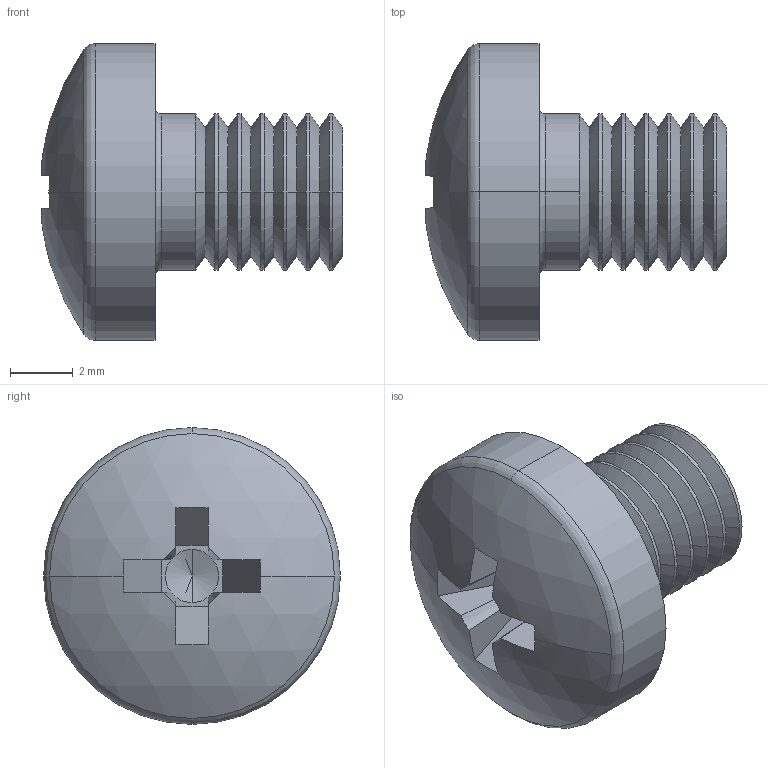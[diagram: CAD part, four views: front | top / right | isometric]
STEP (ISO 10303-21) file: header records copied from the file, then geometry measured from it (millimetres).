
FILE_DESCRIPTION (( 'STEP AP203' ), '1' );
FILE_NAME ('ISO 7045 - M5 x 6 - Z --- 6S_ISO 7045 - M5 x 6 - Z --- 6S_sldprt.STEP', '2018-08-19T17:22:42', ( '' ), ( '' ), 'SwSTEP 2.0', 'SolidWorks 2014', '' );
FILE_SCHEMA (( 'CONFIG_CONTROL_DESIGN' ));
Length unit declared in the file: millimetre
Products named in the file (1): ISO 7045 - M5 x 6 - Z --- 6S_ISO 7045 - M5 x 6 - Z --- 6S_sldprt
Bounding box: 9.63 x 9.5 x 9.5 mm (x, y, z)
Volume: 297.7 mm3; surface area: 363.3 mm2
Topology: 1 solids, 1 shells, 72 faces, 186 edges, 115 vertices
Faces by surface type: cone 32, plane 18, cylinder 16, torus 4, sphere 2
Entity records: 2301 total; most frequent: DIRECTION 434, CARTESIAN_POINT 396, ORIENTED_EDGE 368, AXIS2_PLACEMENT_3D 185, EDGE_CURVE 184, VERTEX_POINT 115, CIRCLE 112, EDGE_LOOP 73
